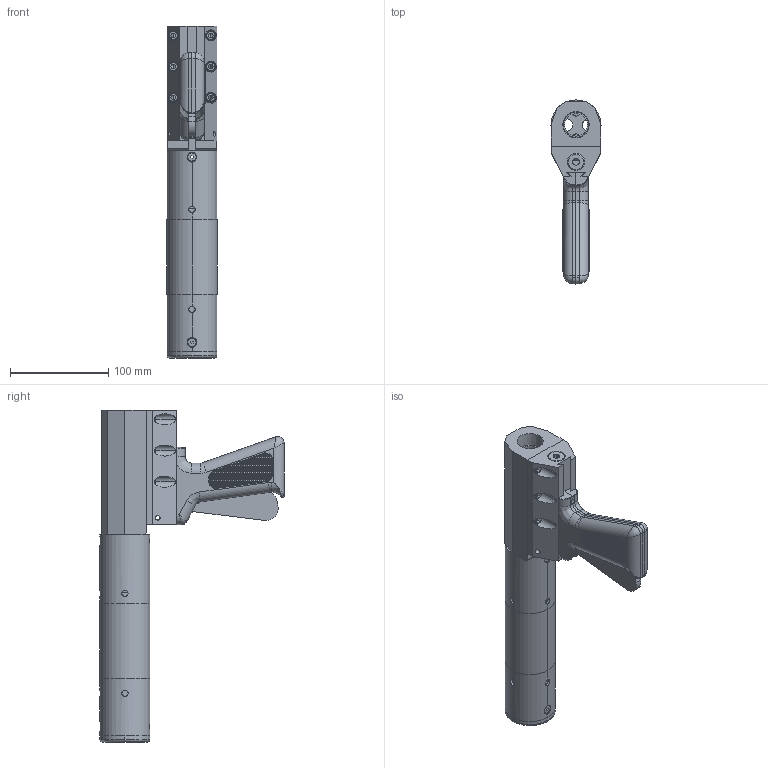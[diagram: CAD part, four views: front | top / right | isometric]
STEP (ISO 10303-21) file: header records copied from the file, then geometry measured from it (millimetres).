
FILE_DESCRIPTION (( 'STEP AP214' ), '1' );
FILE_NAME ('8400.160.STEP', '2015-12-08T14:32:44', ( '' ), ( '' ), 'SwSTEP 2.0', 'SolidWorks 2015', '' );
FILE_SCHEMA (( 'AUTOMOTIVE_DESIGN' ));
Length unit declared in the file: inch
Products named in the file (1): 8400.160
Bounding box: 50.93 x 187.42 x 337.82 mm (x, y, z)
Surface area: 164333.9 mm2 (no closed solid volume)
Topology: 0 solids, 26 shells, 4080 faces, 11178 edges, 6577 vertices
Faces by surface type: plane 2641, cylinder 1358, cone 41, bspline 30, torus 10
Entity records: 188915 total; most frequent: CARTESIAN_POINT 44888, ORIENTED_EDGE 19700, DIRECTION 16461, EDGE_CURVE 11168, VECTOR 7735, LINE 7735, VERTEX_POINT 6577, AXIS2_PLACEMENT_3D 4363
